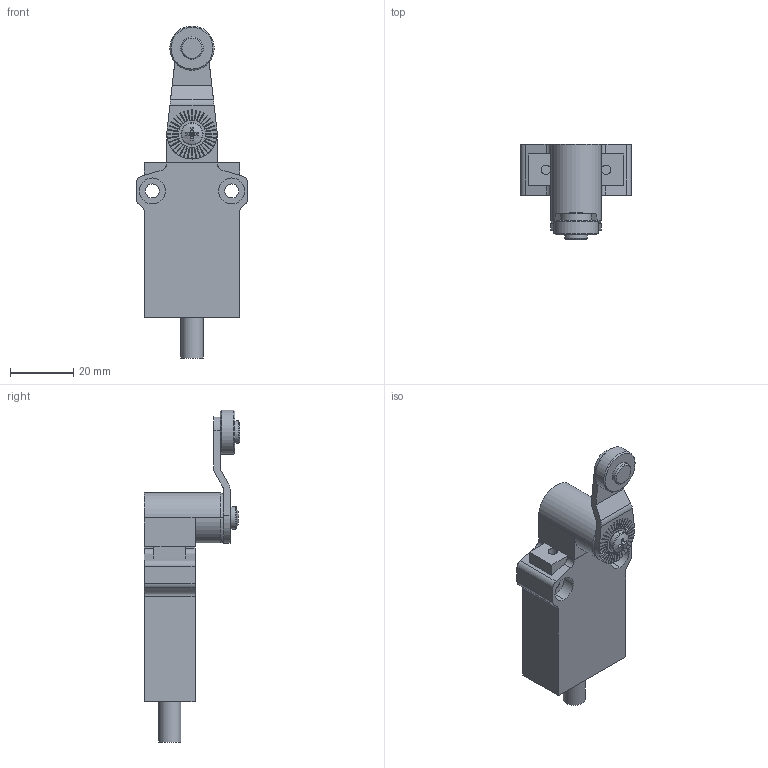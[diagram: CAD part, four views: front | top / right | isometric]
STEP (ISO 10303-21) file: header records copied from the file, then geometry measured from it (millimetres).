
FILE_DESCRIPTION (( 'STEP AP203' ), '1' );
FILE_NAME ('AEM2G42Z11-3_Default.step', '2022-04-01T15:32:18', ( 'Windows User' ), ( '' ), 'SwSTEP 2.0', 'SolidWorks 2021', '' );
FILE_SCHEMA (( 'CONFIG_CONTROL_DESIGN' ));
Length unit declared in the file: inch
Products named in the file (1): AEM2G42Z11-3_Default
Bounding box: 35 x 30.07 x 104.75 mm (x, y, z)
Volume: 30070.4 mm3; surface area: 10680.9 mm2
Topology: 4 solids, 4 shells, 309 faces, 743 edges, 493 vertices
Faces by surface type: plane 249, cylinder 49, bspline 5, torus 3, cone 3
Full cylindrical faces by diameter (mm): 5 x1, 5.131 x1, 7 x1, 7.112 x1, 13.97 x1
Entity records: 9081 total; most frequent: CARTESIAN_POINT 1774, ORIENTED_EDGE 1464, DIRECTION 1427, EDGE_CURVE 732, VECTOR 603, LINE 603, VERTEX_POINT 491, AXIS2_PLACEMENT_3D 412
